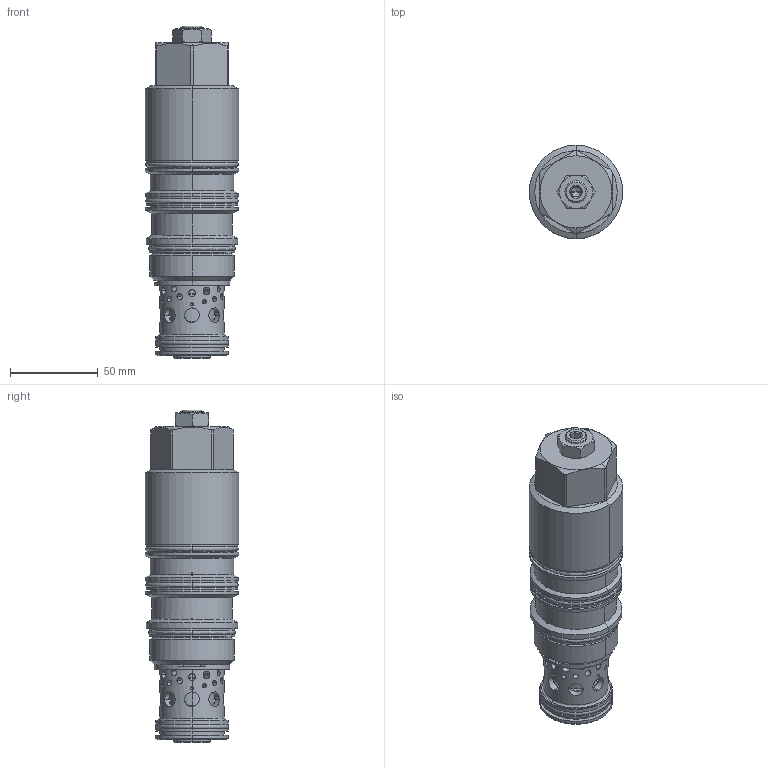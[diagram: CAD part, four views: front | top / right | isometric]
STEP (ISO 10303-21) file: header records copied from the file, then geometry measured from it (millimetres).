
FILE_DESCRIPTION((''),'2;1');
FILE_NAME('MWIG-LHN_PRT','2009-02-04T',('Administrator'),(''),'PRO/ENGINEER BY PARAMETRIC TECHNOLOGY CORPORATION, 2006240','PRO/ENGINEER BY PARAMETRIC TECHNOLOGY CORPORATION, 2006240','');
FILE_SCHEMA(('CONFIG_CONTROL_DESIGN'));
Length unit declared in the file: inch
Products named in the file (1): MWIG-LHN_PRT
Bounding box: 53.09 x 53.09 x 188.72 mm (x, y, z)
Volume: 268422.2 mm3; surface area: 68685 mm2
Topology: 3 solids, 5 shells, 529 faces, 1281 edges, 774 vertices
Faces by surface type: cylinder 262, cone 112, plane 90, torus 55, revolution 10
Entity records: 19583 total; most frequent: CARTESIAN_POINT 7156, DIRECTION 2614, ORIENTED_EDGE 2550, EDGE_CURVE 1275, AXIS2_PLACEMENT_3D 1093, VERTEX_POINT 774, EDGE_LOOP 647, CIRCLE 574
